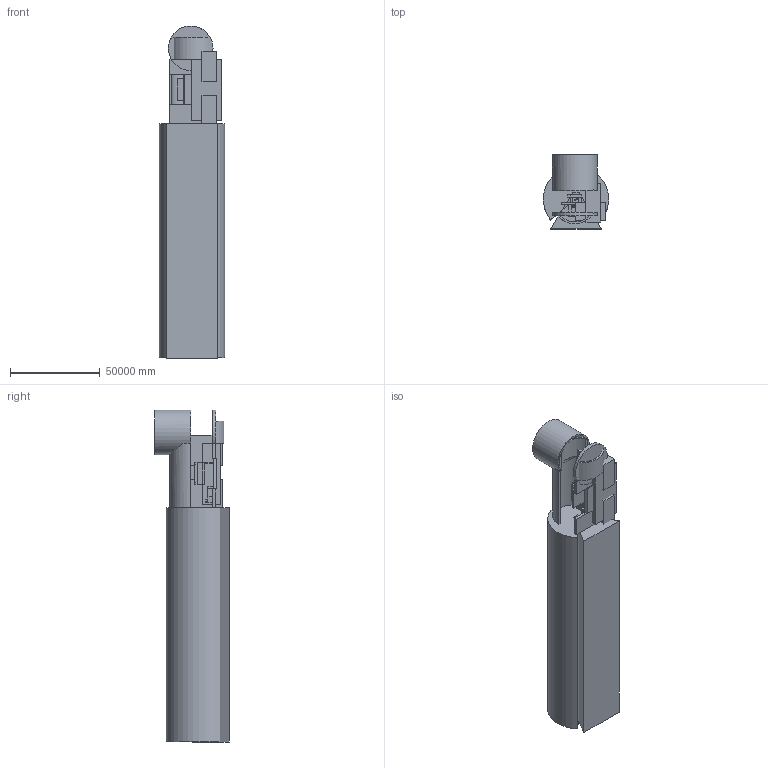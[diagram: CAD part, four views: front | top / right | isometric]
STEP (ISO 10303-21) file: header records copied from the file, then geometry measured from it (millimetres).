
FILE_DESCRIPTION(('FreeCAD Model'),'2;1');
FILE_NAME('Hall.step','2020-09-22T05:29:59',('Author'),(''), 'Open CASCADE STEP processor 7.4','FreeCAD','Unknown');
FILE_SCHEMA(('AUTOMOTIVE_DESIGN { 1 0 10303 214 1 1 1 1 }'));
Length unit declared in the file: millimetre
Products named in the file (56): HALL; HUFL; GDMLTrd_TGeoTrd1; HUWA; GDMLTube_TGeoTubeSeg0x10; HUWAT; subtraction_HUWAT0x1; HHF1; GDMLBox_shHHF1; HHF4; union_HHF40x1; HHW12; GDMLTrap_TGeoTrap0x2; HHW11; GDMLTrap_TGeoTrap0x3; HBW1; GDMLBox_TGeoBBox0x17; HHW2; GDMLTrap_TGeoTrap0x4; HHW3; GDMLTrap_TGeoTrap0x5; HHF2; GDMLTrd_TGeoTrd10x1; HHC1; subtraction_HHC10x1; HHCPW; subtraction_HHCPW0x1; ShRb24; ShRb24Sw; GDMLBox_TGeoBBox0x18; ShRb24Ro; GDMLBox_TGeoBBox0x19; Rb24Pl; subtraction_Rb24Pl0x1; ShPx24; ShPx24Pl; GDMLBox_TGeoBBox0x20; ShPx24Pi; GDMLBox_TGeoBBox0x21; ShPx24Sw ...
Assembly tree (70 placements, depth 4):
  HALL
    HUFL
      GDMLTrd_TGeoTrd1
    HUWA
      GDMLTube_TGeoTubeSeg0x10
    HUWAT
      subtraction_HUWAT0x1
    HHF1
      GDMLBox_shHHF1
    HHF4
      union_HHF40x1
    HHW12  x2
      GDMLTrap_TGeoTrap0x2
    HHW11  x2
      GDMLTrap_TGeoTrap0x3
    HBW1  x2
      GDMLBox_TGeoBBox0x17
    HHW2  x2
      GDMLTrap_TGeoTrap0x4
    HHW3  x2
      GDMLTrap_TGeoTrap0x5
    HHF2
      GDMLTrd_TGeoTrd10x1
    HHC1
      subtraction_HHC10x1
    HHCPW
      subtraction_HHCPW0x1
    ShRb24
      ShRb24Sw  x2
        GDMLBox_TGeoBBox0x18
      ShRb24Ro
        GDMLBox_TGeoBBox0x19
      Rb24Pl
        subtraction_Rb24Pl0x1
    ShPx24
      ShPx24Pl
        GDMLBox_TGeoBBox0x20
      ShPx24Pi  x8
        GDMLBox_TGeoBBox0x21
      ShPx24Sw  x2
        GDMLBox_TGeoBBox0x22
      ShPx24Ro
        GDMLBox_TGeoBBox0x23
      Px24Pl
        subtraction_Px24Pl0x1
    asFMS
      FmsMfPil  x2
        GDMLBox_TGeoBBox0x24
      FmsMfTb1
        GDMLBox_TGeoBBox0x25
      FmsMfTb2
        GDMLBox_TGeoBBox0x26
      FmsDf1
        GDMLBox_TGeoBBox0x27
      FmsDf2
        GDMLBox_TGeoBBox0x28
Bounding box: 36399.39 x 41272.73 x 184807.55 mm (x, y, z)
Volume: 177112814925192.5 mm3; surface area: 55823436900.1 mm2
Topology: 42 solids, 42 shells, 290 faces, 605 edges, 398 vertices
Faces by surface type: plane 271, cylinder 19
Full cylindrical faces by diameter (mm): 22800 x1, 24800 x1
Entity records: 16665 total; most frequent: CARTESIAN_POINT 6710, DIRECTION 1671, LINE 1005, VECTOR 1005, ORIENTED_EDGE 850, PCURVE 850, DEFINITIONAL_REPRESENTATION 850, EDGE_CURVE 425
